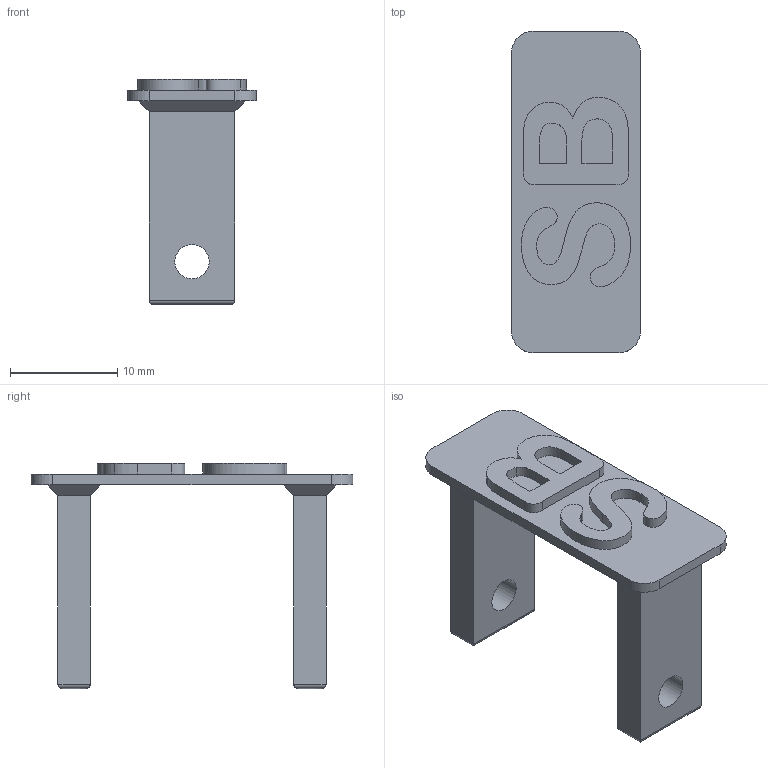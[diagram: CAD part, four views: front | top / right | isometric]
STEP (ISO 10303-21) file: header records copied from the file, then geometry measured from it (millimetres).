
FILE_DESCRIPTION(('HOOPS Exchange Step'),'2;1');
FILE_NAME('temp_export','2025-01-14T16:22:47+10:00',('mobile'),('Shapr3D Limited'),'HOOPS Exchange 2024.6','Shapr3D','Authorized');
FILE_SCHEMA( ('AP242_MANAGED_MODEL_BASED_3D_ENGINEERING_MIM_LF {1 0 10303 442 1 1 4 }') );
Length unit declared in the file: millimetre
Products named in the file (1): root
Bounding box: 12 x 30 x 21 mm (x, y, z)
Volume: 1339 mm3; surface area: 1738.1 mm2
Topology: 1 solids, 1 shells, 66 faces, 159 edges, 101 vertices
Faces by surface type: plane 37, bspline 15, cylinder 14
Full cylindrical faces by diameter (mm): 3.2 x2
Entity records: 2374 total; most frequent: CARTESIAN_POINT 879, ORIENTED_EDGE 318, DIRECTION 256, EDGE_CURVE 159, VECTOR 108, LINE 108, VERTEX_POINT 101, EDGE_LOOP 76
